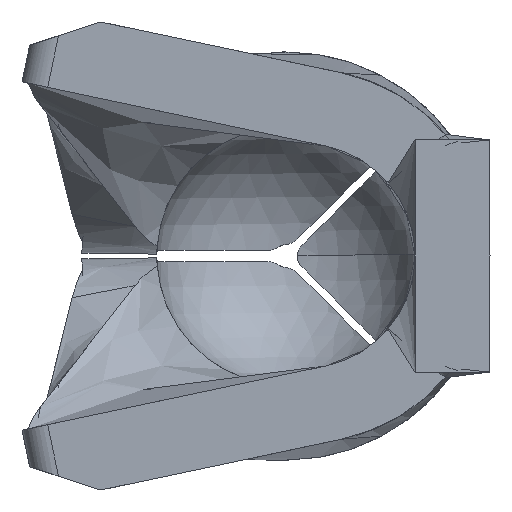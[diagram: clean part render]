
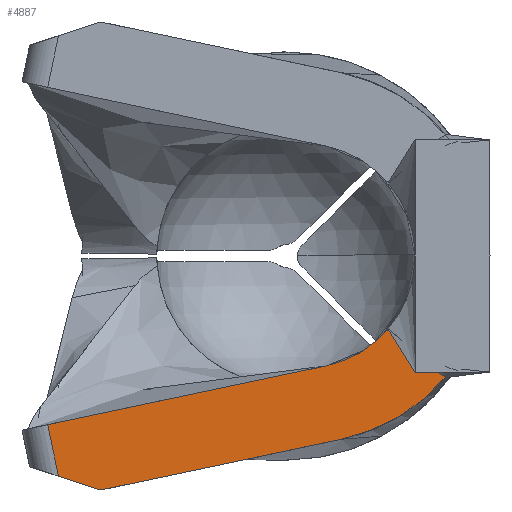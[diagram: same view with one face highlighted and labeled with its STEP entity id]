
A CAD part, left-side view. The second image highlights one B-rep face of the part: STEP entity #4887.
In plain terms, the highlighted planar face has unit normal (-1, 0, 0).
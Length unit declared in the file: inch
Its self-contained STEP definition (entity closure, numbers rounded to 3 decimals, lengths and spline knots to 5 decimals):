
#340 = VERTEX_POINT ( 'NONE', #4181 ) ;
#440 = CIRCLE ( 'NONE', #7627, 0.05 ) ;
#1038 = CARTESIAN_POINT ( 'NONE',  ( -0.7255, -0.0045, 0. ) ) ;
#1331 = DIRECTION ( 'NONE',  ( 0., 0., 1. ) ) ;
#1344 = DIRECTION ( 'NONE',  ( -1., 0., 0. ) ) ;
#1358 = CARTESIAN_POINT ( 'NONE',  ( -0.7255, -0.0045, 0. ) ) ;
#1361 = CIRCLE ( 'NONE', #2009, 0.03 ) ;
#1414 = PLANE ( 'NONE',  #7386 ) ;
#1427 = ORIENTED_EDGE ( 'NONE', *, *, #3571, .F. ) ;
#1454 = VERTEX_POINT ( 'NONE', #7358 ) ;
#1516 = VERTEX_POINT ( 'NONE', #6899 ) ;
#1584 = DIRECTION ( 'NONE',  ( 0., 0., 1. ) ) ;
#1598 = CARTESIAN_POINT ( 'NONE',  ( -0.7255, 0.06365, -0.04507 ) ) ;
#1606 = DIRECTION ( 'NONE',  ( -1., 0., 0. ) ) ;
#1609 = CARTESIAN_POINT ( 'NONE',  ( -0.7255, -0.0045, 0. ) ) ;
#1777 = EDGE_CURVE ( 'NONE', #7670, #3659, #5414, .T. ) ;
#1818 = VERTEX_POINT ( 'NONE', #5765 ) ;
#1827 = VERTEX_POINT ( 'NONE', #5724 ) ;
#2009 = AXIS2_PLACEMENT_3D ( 'NONE', #1038, #6243, #7043 ) ;
#2468 = EDGE_CURVE ( 'NONE', #1454, #1516, #440, .T. ) ;
#2520 = CARTESIAN_POINT ( 'NONE',  ( -0.7255, -0.0107, -0.02935 ) ) ;
#2601 = ORIENTED_EDGE ( 'NONE', *, *, #6544, .T. ) ;
#2934 = ORIENTED_EDGE ( 'NONE', *, *, #7453, .T. ) ;
#3191 = EDGE_LOOP ( 'NONE', ( #7925, #6583, #7836, #2934, #6643, #1427, #2601 ) ) ;
#3571 = EDGE_CURVE ( 'NONE', #1827, #1516, #8443, .T. ) ;
#3607 = VECTOR ( 'NONE', #6158, 39.37008 ) ;
#3659 = VERTEX_POINT ( 'NONE', #6632 ) ;
#3905 = EDGE_CURVE ( 'NONE', #3659, #1818, #5034, .T. ) ;
#4129 = CARTESIAN_POINT ( 'NONE',  ( -0.7255, 0.04942, -0.0625 ) ) ;
#4149 = DIRECTION ( 'NONE',  ( 0., -0.978, 0.207 ) ) ;
#4181 = CARTESIAN_POINT ( 'NONE',  ( -0.7255, -0.0107, -0.02935 ) ) ;
#4887 = ADVANCED_FACE ( 'NONE', ( #7059 ), #1414, .T. ) ;
#5034 = LINE ( 'NONE', #5713, #8544 ) ;
#5049 = LINE ( 'NONE', #4129, #8358 ) ;
#5193 = DIRECTION ( 'NONE',  ( 0., 0.978, -0.207 ) ) ;
#5414 = LINE ( 'NONE', #5947, #3607 ) ;
#5713 = CARTESIAN_POINT ( 'NONE',  ( -0.7255, 0.06843, -0.0563 ) ) ;
#5724 = CARTESIAN_POINT ( 'NONE',  ( -0.7255, -0.0273, -0.0195 ) ) ;
#5765 = CARTESIAN_POINT ( 'NONE',  ( -0.7255, 0.04942, -0.0625 ) ) ;
#5947 = CARTESIAN_POINT ( 'NONE',  ( -0.7255, 0.06158, -0.05485 ) ) ;
#5962 = DIRECTION ( 'NONE',  ( 0., -0.951, -0.31 ) ) ;
#6158 = DIRECTION ( 'NONE',  ( 0., -0.207, -0.978 ) ) ;
#6243 = DIRECTION ( 'NONE',  ( 1., 0., 0. ) ) ;
#6544 = EDGE_CURVE ( 'NONE', #1827, #340, #1361, .T. ) ;
#6583 = ORIENTED_EDGE ( 'NONE', *, *, #1777, .T. ) ;
#6632 = CARTESIAN_POINT ( 'NONE',  ( -0.7255, 0.06075, -0.0588 ) ) ;
#6643 = ORIENTED_EDGE ( 'NONE', *, *, #2468, .T. ) ;
#6681 = VECTOR ( 'NONE', #6959, 39.37008 ) ;
#6739 = EDGE_CURVE ( 'NONE', #340, #7670, #7211, .T. ) ;
#6899 = CARTESIAN_POINT ( 'NONE',  ( -0.7255, -0.0425, -0.0325 ) ) ;
#6959 = DIRECTION ( 'NONE',  ( 0., -0.76, -0.65 ) ) ;
#6974 = CARTESIAN_POINT ( 'NONE',  ( -0.7255, -0.0273, -0.0195 ) ) ;
#7043 = DIRECTION ( 'NONE',  ( 0., 0., 1. ) ) ;
#7059 = FACE_OUTER_BOUND ( 'NONE', #3191, .T. ) ;
#7211 = LINE ( 'NONE', #2520, #7416 ) ;
#7358 = CARTESIAN_POINT ( 'NONE',  ( -0.7255, -0.01484, -0.04892 ) ) ;
#7386 = AXIS2_PLACEMENT_3D ( 'NONE', #1358, #1344, #1331 ) ;
#7416 = VECTOR ( 'NONE', #5193, 39.37008 ) ;
#7453 = EDGE_CURVE ( 'NONE', #1818, #1454, #5049, .T. ) ;
#7627 = AXIS2_PLACEMENT_3D ( 'NONE', #1609, #1606, #1584 ) ;
#7670 = VERTEX_POINT ( 'NONE', #1598 ) ;
#7836 = ORIENTED_EDGE ( 'NONE', *, *, #3905, .T. ) ;
#7925 = ORIENTED_EDGE ( 'NONE', *, *, #6739, .T. ) ;
#8358 = VECTOR ( 'NONE', #4149, 39.37008 ) ;
#8443 = LINE ( 'NONE', #6974, #6681 ) ;
#8544 = VECTOR ( 'NONE', #5962, 39.37008 ) ;
